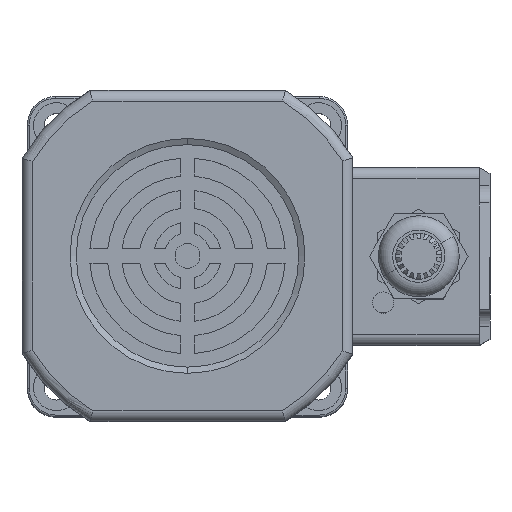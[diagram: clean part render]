
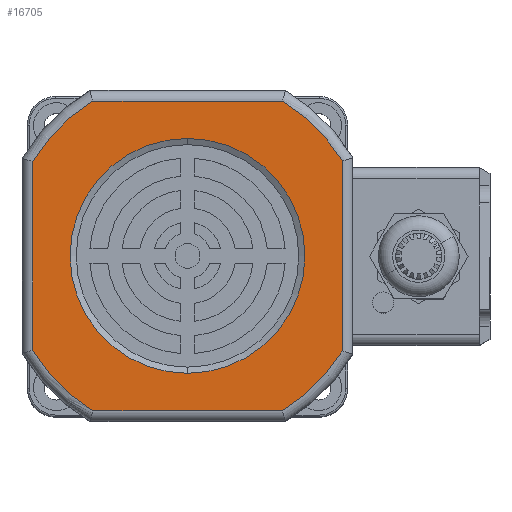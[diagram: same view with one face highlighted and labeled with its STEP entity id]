
A CAD part, top view. The second image highlights one B-rep face of the part: STEP entity #16705.
In plain terms, the highlighted face is planar.
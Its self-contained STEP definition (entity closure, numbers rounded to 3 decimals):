
#20 = FACE_OUTER_BOUND ( 'NONE', #5893, .T. ) ;
#734 = VECTOR ( 'NONE', #11604, 1000. ) ;
#748 = AXIS2_PLACEMENT_3D ( 'NONE', #14848, #2276, #16997 ) ;
#815 = DIRECTION ( 'NONE',  ( 0., -1., 0. ) ) ;
#1026 = DIRECTION ( 'NONE',  ( 0., 0., -1. ) ) ;
#1425 = ORIENTED_EDGE ( 'NONE', *, *, #10663, .T. ) ;
#1721 = EDGE_CURVE ( 'NONE', #27337, #17530, #24746, .T. ) ;
#1763 = VERTEX_POINT ( 'NONE', #3899 ) ;
#2276 = DIRECTION ( 'NONE',  ( 0., -1., 0. ) ) ;
#2722 = VERTEX_POINT ( 'NONE', #20806 ) ;
#3137 = PLANE ( 'NONE',  #24911 ) ;
#3220 = CARTESIAN_POINT ( 'NONE',  ( 0., 0., 33. ) ) ;
#3899 = CARTESIAN_POINT ( 'NONE',  ( 43.5, 0., -26.705 ) ) ;
#3988 = ORIENTED_EDGE ( 'NONE', *, *, #16715, .T. ) ;
#5138 = VERTEX_POINT ( 'NONE', #22079 ) ;
#5173 = DIRECTION ( 'NONE',  ( 0., -1., 0. ) ) ;
#5372 = DIRECTION ( 'NONE',  ( 0., 0., 1. ) ) ;
#5893 = EDGE_LOOP ( 'NONE', ( #3988, #11078, #7987, #18003, #19189, #14272, #9239, #1425 ) ) ;
#5965 = VERTEX_POINT ( 'NONE', #19143 ) ;
#6269 = CARTESIAN_POINT ( 'NONE',  ( 26.673, 0., 43.5 ) ) ;
#6417 = EDGE_CURVE ( 'NONE', #21614, #25414, #14614, .T. ) ;
#7144 = CIRCLE ( 'NONE', #13123, 51. ) ;
#7289 = EDGE_CURVE ( 'NONE', #1763, #27337, #23551, .T. ) ;
#7311 = CARTESIAN_POINT ( 'NONE',  ( 0.05, 0., 0. ) ) ;
#7371 = CARTESIAN_POINT ( 'NONE',  ( 43.5, 0., 0. ) ) ;
#7508 = CARTESIAN_POINT ( 'NONE',  ( 0., 0., 0. ) ) ;
#7733 = CIRCLE ( 'NONE', #748, 51. ) ;
#7987 = ORIENTED_EDGE ( 'NONE', *, *, #25778, .T. ) ;
#9187 = DIRECTION ( 'NONE',  ( 0., -1., 0. ) ) ;
#9239 = ORIENTED_EDGE ( 'NONE', *, *, #24905, .T. ) ;
#9433 = DIRECTION ( 'NONE',  ( 0., 0., 1. ) ) ;
#9645 = DIRECTION ( 'NONE',  ( 0., 0., -1. ) ) ;
#9650 = CARTESIAN_POINT ( 'NONE',  ( 0.05, 0., 43.5 ) ) ;
#10120 = DIRECTION ( 'NONE',  ( 0., -1., 0. ) ) ;
#10506 = VECTOR ( 'NONE', #1026, 1000. ) ;
#10663 = EDGE_CURVE ( 'NONE', #2722, #12944, #7144, .T. ) ;
#11078 = ORIENTED_EDGE ( 'NONE', *, *, #12437, .T. ) ;
#11371 = CIRCLE ( 'NONE', #16567, 51. ) ;
#11604 = DIRECTION ( 'NONE',  ( -1., 0., 0. ) ) ;
#12437 = EDGE_CURVE ( 'NONE', #5138, #5965, #11371, .T. ) ;
#12919 = VECTOR ( 'NONE', #5372, 1000. ) ;
#12944 = VERTEX_POINT ( 'NONE', #17701 ) ;
#13123 = AXIS2_PLACEMENT_3D ( 'NONE', #13379, #815, #15522 ) ;
#13379 = CARTESIAN_POINT ( 'NONE',  ( 0.05, 0., 0. ) ) ;
#14206 = AXIS2_PLACEMENT_3D ( 'NONE', #21873, #9187, #24034 ) ;
#14272 = ORIENTED_EDGE ( 'NONE', *, *, #1721, .T. ) ;
#14468 = AXIS2_PLACEMENT_3D ( 'NONE', #7508, #22327, #9645 ) ;
#14614 = CIRCLE ( 'NONE', #14468, 33. ) ;
#14848 = CARTESIAN_POINT ( 'NONE',  ( 0.05, 0., 0. ) ) ;
#15462 = LINE ( 'NONE', #24292, #10506 ) ;
#15522 = DIRECTION ( 'NONE',  ( 0., 0., 1. ) ) ;
#16505 = VECTOR ( 'NONE', #19394, 1000. ) ;
#16567 = AXIS2_PLACEMENT_3D ( 'NONE', #17826, #5173, #19936 ) ;
#16705 = ADVANCED_FACE ( 'NONE', ( #20, #26764 ), #3137, .F. ) ;
#16715 = EDGE_CURVE ( 'NONE', #12944, #5138, #15462, .T. ) ;
#16815 = ORIENTED_EDGE ( 'NONE', *, *, #6417, .F. ) ;
#16997 = DIRECTION ( 'NONE',  ( 0., 0., 1. ) ) ;
#17524 = LINE ( 'NONE', #9650, #734 ) ;
#17530 = VERTEX_POINT ( 'NONE', #6269 ) ;
#17649 = EDGE_CURVE ( 'NONE', #25414, #21614, #18073, .T. ) ;
#17701 = CARTESIAN_POINT ( 'NONE',  ( -43.5, 0., 26.54 ) ) ;
#17826 = CARTESIAN_POINT ( 'NONE',  ( 0.05, 0., 0. ) ) ;
#18003 = ORIENTED_EDGE ( 'NONE', *, *, #21477, .T. ) ;
#18073 = CIRCLE ( 'NONE', #14206, 33. ) ;
#18117 = EDGE_LOOP ( 'NONE', ( #16815, #22728 ) ) ;
#18118 = CARTESIAN_POINT ( 'NONE',  ( 43.5, 0., 26.705 ) ) ;
#19143 = CARTESIAN_POINT ( 'NONE',  ( -26.572, 0., -43.5 ) ) ;
#19189 = ORIENTED_EDGE ( 'NONE', *, *, #7289, .T. ) ;
#19394 = DIRECTION ( 'NONE',  ( 1., 0., 0. ) ) ;
#19936 = DIRECTION ( 'NONE',  ( 0., 0., 1. ) ) ;
#20806 = CARTESIAN_POINT ( 'NONE',  ( -26.572, 0., 43.5 ) ) ;
#21477 = EDGE_CURVE ( 'NONE', #23851, #1763, #7733, .T. ) ;
#21614 = VERTEX_POINT ( 'NONE', #23679 ) ;
#21873 = CARTESIAN_POINT ( 'NONE',  ( 0., 0., 0. ) ) ;
#22079 = CARTESIAN_POINT ( 'NONE',  ( -43.5, 0., -26.54 ) ) ;
#22121 = LINE ( 'NONE', #25739, #16505 ) ;
#22130 = DIRECTION ( 'NONE',  ( 0., 1., 0. ) ) ;
#22327 = DIRECTION ( 'NONE',  ( 0., -1., 0. ) ) ;
#22499 = CARTESIAN_POINT ( 'NONE',  ( 26.673, 0., -43.5 ) ) ;
#22728 = ORIENTED_EDGE ( 'NONE', *, *, #17649, .F. ) ;
#22820 = CARTESIAN_POINT ( 'NONE',  ( 0.05, 0., 0. ) ) ;
#23551 = LINE ( 'NONE', #7371, #12919 ) ;
#23679 = CARTESIAN_POINT ( 'NONE',  ( 0., 0., -33. ) ) ;
#23851 = VERTEX_POINT ( 'NONE', #22499 ) ;
#24034 = DIRECTION ( 'NONE',  ( 0., 0., -1. ) ) ;
#24292 = CARTESIAN_POINT ( 'NONE',  ( -43.5, 0., 0. ) ) ;
#24746 = CIRCLE ( 'NONE', #25071, 51. ) ;
#24905 = EDGE_CURVE ( 'NONE', #17530, #2722, #17524, .T. ) ;
#24911 = AXIS2_PLACEMENT_3D ( 'NONE', #7311, #22130, #9433 ) ;
#24992 = DIRECTION ( 'NONE',  ( 0., 0., 1. ) ) ;
#25071 = AXIS2_PLACEMENT_3D ( 'NONE', #22820, #10120, #24992 ) ;
#25414 = VERTEX_POINT ( 'NONE', #3220 ) ;
#25739 = CARTESIAN_POINT ( 'NONE',  ( 0.05, 0., -43.5 ) ) ;
#25778 = EDGE_CURVE ( 'NONE', #5965, #23851, #22121, .T. ) ;
#26764 = FACE_BOUND ( 'NONE', #18117, .T. ) ;
#27337 = VERTEX_POINT ( 'NONE', #18118 ) ;
